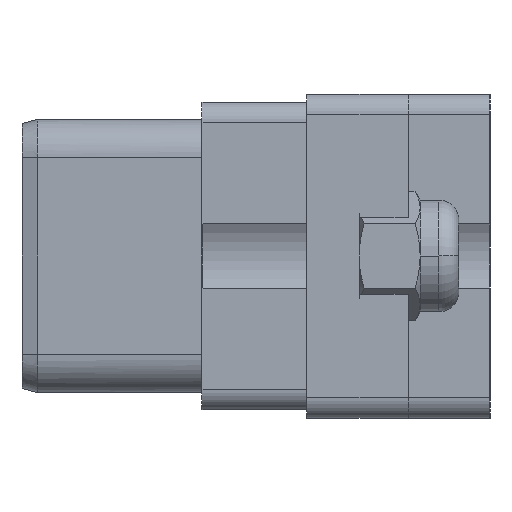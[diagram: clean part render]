
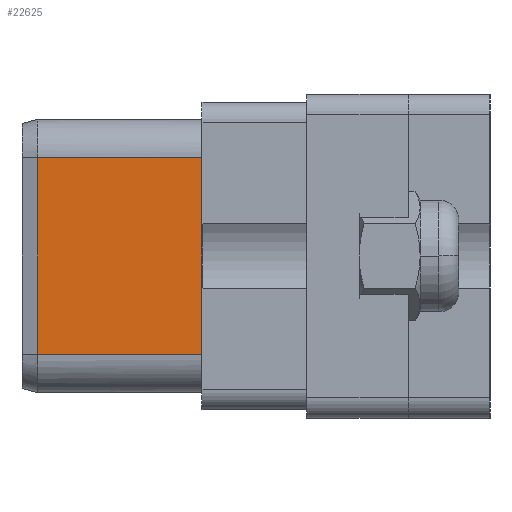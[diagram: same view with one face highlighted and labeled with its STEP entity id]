
A CAD part, left-side view. The second image highlights one B-rep face of the part: STEP entity #22625.
In plain terms, the highlighted planar face has unit normal (-1, 0.011, 0).
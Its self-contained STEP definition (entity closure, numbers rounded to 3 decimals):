
#7059=DIRECTION('',(0.,0.,1.));
#7060=VECTOR('',#7059,9.65);
#7061=CARTESIAN_POINT('',(-36.17,0.015,-4.825));
#7062=LINE('',#7061,#7060);
#7923=DIRECTION('',(-0.011,-1.,0.));
#7924=VECTOR('',#7923,8.075);
#7925=CARTESIAN_POINT('',(-36.079,8.09,4.825));
#7926=LINE('',#7925,#7924);
#8027=CARTESIAN_POINT('',(-36.17,0.015,4.825));
#8029=DIRECTION('',(0.,0.,1.));
#8030=VECTOR('',#8029,9.65);
#8031=CARTESIAN_POINT('',(-36.079,8.09,-4.825));
#8032=LINE('',#8031,#8030);
#8101=DIRECTION('',(-0.011,-1.,0.));
#8102=VECTOR('',#8101,8.075);
#8103=CARTESIAN_POINT('',(-36.079,8.09,-4.825));
#8104=LINE('',#8103,#8102);
#8137=CARTESIAN_POINT('',(-36.17,0.015,-4.825));
#11804=VERTEX_POINT('',#8137);
#11806=VERTEX_POINT('',#8027);
#11825=CARTESIAN_POINT('',(-36.079,8.09,-4.825));
#11826=VERTEX_POINT('',#11825);
#11827=CARTESIAN_POINT('',(-36.079,8.09,4.825));
#11828=VERTEX_POINT('',#11827);
#22612=CARTESIAN_POINT('',(-36.07,8.85,6.705));
#22613=DIRECTION('',(-1.,0.011,0.));
#22614=DIRECTION('',(-0.011,-1.,0.));
#22615=AXIS2_PLACEMENT_3D('',#22612,#22613,#22614);
#22616=PLANE('',#22615);
#22618=ORIENTED_EDGE('',*,*,#22617,.F.);
#22620=ORIENTED_EDGE('',*,*,#22619,.T.);
#22621=ORIENTED_EDGE('',*,*,#22603,.T.);
#22622=ORIENTED_EDGE('',*,*,#22051,.F.);
#22623=EDGE_LOOP('',(#22618,#22620,#22621,#22622));
#22624=FACE_OUTER_BOUND('',#22623,.F.);
#22625=ADVANCED_FACE('',(#22624),#22616,.T.);
#22051=EDGE_CURVE('',#11804,#11806,#7062,.T.);
#22603=EDGE_CURVE('',#11828,#11806,#7926,.T.);
#22617=EDGE_CURVE('',#11826,#11804,#8104,.T.);
#22619=EDGE_CURVE('',#11826,#11828,#8032,.T.);
